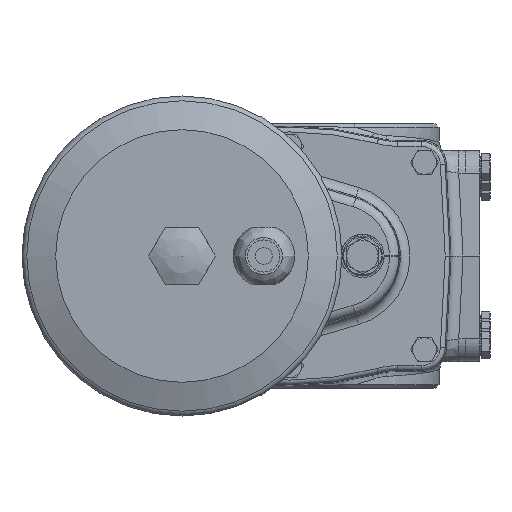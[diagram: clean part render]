
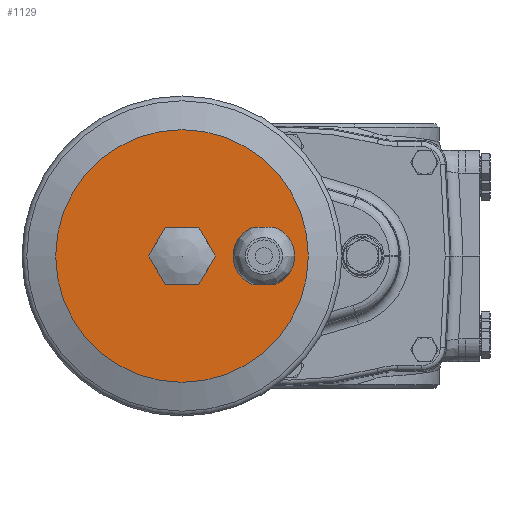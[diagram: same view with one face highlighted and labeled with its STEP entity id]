
A CAD part, left-side view. The second image highlights one B-rep face of the part: STEP entity #1129.
In plain terms, the highlighted planar face has unit normal (-1, 0, 0).
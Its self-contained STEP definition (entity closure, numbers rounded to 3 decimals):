
#1129 = ADVANCED_FACE( '', ( #2931, #2932, #2933 ), #2934, .T. );
#2931 = FACE_BOUND( '', #7024, .T. );
#2932 = FACE_OUTER_BOUND( '', #7025, .T. );
#2933 = FACE_BOUND( '', #7026, .T. );
#2934 = PLANE( '', #7027 );
#7024 = EDGE_LOOP( '', ( #15368, #15369, #15370, #15371 ) );
#7025 = EDGE_LOOP( '', ( #15372 ) );
#7026 = EDGE_LOOP( '', ( #15373, #15374, #15375, #15376, #15377, #15378 ) );
#7027 = AXIS2_PLACEMENT_3D( '', #15379, #15380, #15381 );
#15368 = ORIENTED_EDGE( '', *, *, #20978, .F. );
#15369 = ORIENTED_EDGE( '', *, *, #20979, .F. );
#15370 = ORIENTED_EDGE( '', *, *, #20980, .F. );
#15371 = ORIENTED_EDGE( '', *, *, #20981, .T. );
#15372 = ORIENTED_EDGE( '', *, *, #20982, .T. );
#15373 = ORIENTED_EDGE( '', *, *, #20983, .T. );
#15374 = ORIENTED_EDGE( '', *, *, #20984, .T. );
#15375 = ORIENTED_EDGE( '', *, *, #20985, .T. );
#15376 = ORIENTED_EDGE( '', *, *, #20986, .T. );
#15377 = ORIENTED_EDGE( '', *, *, #20987, .T. );
#15378 = ORIENTED_EDGE( '', *, *, #20988, .T. );
#15379 = CARTESIAN_POINT( '', ( -468., -0.7, 0. ) );
#15380 = DIRECTION( '', ( -1., 0., 0. ) );
#15381 = DIRECTION( '', ( 0., -1., 0. ) );
#20978 = EDGE_CURVE( '', #23829, #23830, #23831, .T. );
#20979 = EDGE_CURVE( '', #23832, #23829, #23833, .T. );
#20980 = EDGE_CURVE( '', #23834, #23832, #23835, .T. );
#20981 = EDGE_CURVE( '', #23834, #23830, #23836, .T. );
#20982 = EDGE_CURVE( '', #23837, #23837, #23838, .T. );
#20983 = EDGE_CURVE( '', #23839, #23840, #23841, .T. );
#20984 = EDGE_CURVE( '', #23840, #23842, #23843, .T. );
#20985 = EDGE_CURVE( '', #23842, #23844, #23845, .T. );
#20986 = EDGE_CURVE( '', #23844, #23846, #23847, .T. );
#20987 = EDGE_CURVE( '', #23846, #23848, #23849, .T. );
#20988 = EDGE_CURVE( '', #23848, #23839, #23850, .T. );
#23829 = VERTEX_POINT( '', #28391 );
#23830 = VERTEX_POINT( '', #28392 );
#23831 = CIRCLE( '', #28393, 12.8 );
#23832 = VERTEX_POINT( '', #28394 );
#23833 = LINE( '', #28395, #28396 );
#23834 = VERTEX_POINT( '', #28397 );
#23835 = CIRCLE( '', #28398, 12.8 );
#23836 = LINE( '', #28399, #28400 );
#23837 = VERTEX_POINT( '', #28401 );
#23838 = CIRCLE( '', #28402, 52.5 );
#23839 = VERTEX_POINT( '', #28403 );
#23840 = VERTEX_POINT( '', #28404 );
#23841 = LINE( '', #28405, #28406 );
#23842 = VERTEX_POINT( '', #28407 );
#23843 = LINE( '', #28408, #28409 );
#23844 = VERTEX_POINT( '', #28410 );
#23845 = LINE( '', #28411, #28412 );
#23846 = VERTEX_POINT( '', #28413 );
#23847 = LINE( '', #28414, #28415 );
#23848 = VERTEX_POINT( '', #28416 );
#23849 = LINE( '', #28417, #28418 );
#23850 = LINE( '', #28419, #28420 );
#28391 = CARTESIAN_POINT( '', ( -468., 22.254, 12. ) );
#28392 = CARTESIAN_POINT( '', ( -468., 22.254, -12. ) );
#28393 = AXIS2_PLACEMENT_3D( '', #33766, #33767, #33768 );
#28394 = CARTESIAN_POINT( '', ( -468., 13.346, 12. ) );
#28395 = CARTESIAN_POINT( '', ( -468., 13.346, 12. ) );
#28396 = VECTOR( '', #33769, 1000. );
#28397 = CARTESIAN_POINT( '', ( -468., 13.346, -12. ) );
#28398 = AXIS2_PLACEMENT_3D( '', #33770, #33771, #33772 );
#28399 = CARTESIAN_POINT( '', ( -468., 13.346, -12. ) );
#28400 = VECTOR( '', #33773, 1000. );
#28401 = CARTESIAN_POINT( '', ( -468., -0.7, 0. ) );
#28402 = AXIS2_PLACEMENT_3D( '', #33774, #33775, #33776 );
#28403 = CARTESIAN_POINT( '', ( -468., 58.728, -12. ) );
#28404 = CARTESIAN_POINT( '', ( -468., 65.656, 0. ) );
#28405 = CARTESIAN_POINT( '', ( -468., 58.728, -12. ) );
#28406 = VECTOR( '', #33777, 1000. );
#28407 = CARTESIAN_POINT( '', ( -468., 58.728, 12. ) );
#28408 = CARTESIAN_POINT( '', ( -468., 65.656, 0. ) );
#28409 = VECTOR( '', #33778, 1000. );
#28410 = CARTESIAN_POINT( '', ( -468., 44.872, 12. ) );
#28411 = CARTESIAN_POINT( '', ( -468., 58.728, 12. ) );
#28412 = VECTOR( '', #33779, 1000. );
#28413 = CARTESIAN_POINT( '', ( -468., 37.944, 0. ) );
#28414 = CARTESIAN_POINT( '', ( -468., 44.872, 12. ) );
#28415 = VECTOR( '', #33780, 1000. );
#28416 = CARTESIAN_POINT( '', ( -468., 44.872, -12. ) );
#28417 = CARTESIAN_POINT( '', ( -468., 37.944, 0. ) );
#28418 = VECTOR( '', #33781, 1000. );
#28419 = CARTESIAN_POINT( '', ( -468., 44.872, -12. ) );
#28420 = VECTOR( '', #33782, 1000. );
#33766 = CARTESIAN_POINT( '', ( -468., 17.8, 0. ) );
#33767 = DIRECTION( '', ( -1., 0., 0. ) );
#33768 = DIRECTION( '', ( 0., -1., 0. ) );
#33769 = DIRECTION( '', ( 0., 1., 0. ) );
#33770 = CARTESIAN_POINT( '', ( -468., 17.8, 0. ) );
#33771 = DIRECTION( '', ( -1., 0., 0. ) );
#33772 = DIRECTION( '', ( 0., -1., 0. ) );
#33773 = DIRECTION( '', ( 0., 1., 0. ) );
#33774 = CARTESIAN_POINT( '', ( -468., 51.8, 0. ) );
#33775 = DIRECTION( '', ( -1., 0., 0. ) );
#33776 = DIRECTION( '', ( 0., -1., 0. ) );
#33777 = DIRECTION( '', ( 0., 0.5, 0.866 ) );
#33778 = DIRECTION( '', ( 0., -0.5, 0.866 ) );
#33779 = DIRECTION( '', ( 0., -1., 0. ) );
#33780 = DIRECTION( '', ( 0., -0.5, -0.866 ) );
#33781 = DIRECTION( '', ( 0., 0.5, -0.866 ) );
#33782 = DIRECTION( '', ( 0., 1., 0. ) );
